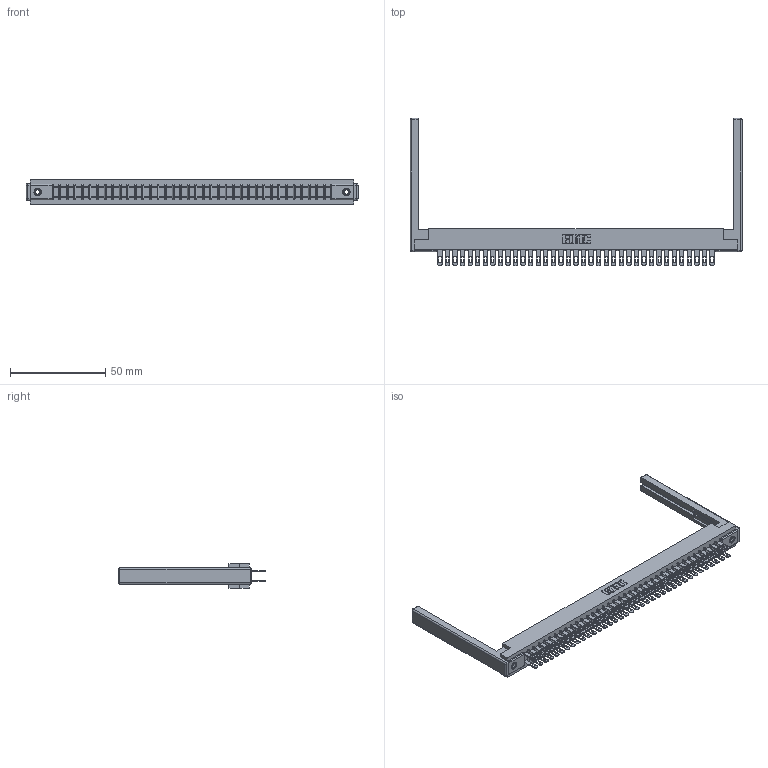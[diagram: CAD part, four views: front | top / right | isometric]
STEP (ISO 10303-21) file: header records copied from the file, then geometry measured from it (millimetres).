
FILE_DESCRIPTION (( 'STEP AP203' ), '1' );
FILE_NAME ('357-074-500-268.STEP', '2019-09-19T12:05:29', ( '' ), ( '' ), 'SwSTEP 2.0', 'SolidWorks 2016', '' );
FILE_SCHEMA (( 'CONFIG_CONTROL_DESIGN' ));
Length unit declared in the file: inch
Products named in the file (5): 307-290-001_500; 307-220-068; 357-074-500-268; 345-250-001_345-250-001-102; 307 Part_.156 Dia Mounting Holes
Assembly tree (79 placements, depth 2):
  357-074-500-268
    307 Part_.156 Dia Mounting Holes
    307-290-001_500  x74
    307-220-068  x2
    345-250-001_345-250-001-102  x2
Bounding box: 174.04 x 77.14 x 12.7 mm (x, y, z)
Volume: 23064.4 mm3; surface area: 27919.4 mm2
Topology: 79 solids, 79 shells, 3714 faces, 10333 edges, 6666 vertices
Faces by surface type: plane 2378, cylinder 1236, sphere 84, cone 12, torus 4
Entity records: 36253 total; most frequent: CARTESIAN_POINT 5906, ORIENTED_EDGE 5844, DIRECTION 5804, EDGE_CURVE 2922, LINE 2236, VECTOR 2236, VERTEX_POINT 1886, AXIS2_PLACEMENT_3D 1784
